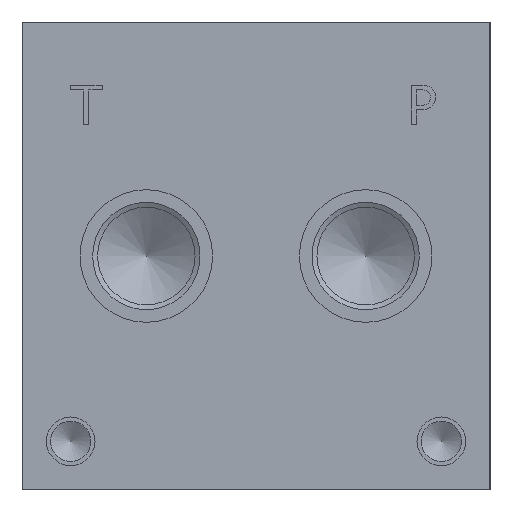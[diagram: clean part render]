
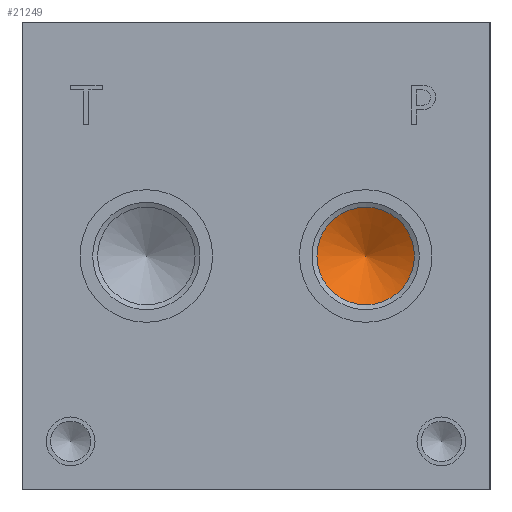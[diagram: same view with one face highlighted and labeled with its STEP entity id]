
A CAD part, left-side view. The second image highlights one B-rep face of the part: STEP entity #21249.
In plain terms, the highlighted conical face has half-angle 60 degrees and reference radius 3.969 mm.
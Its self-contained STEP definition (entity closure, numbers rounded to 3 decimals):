
#216=CONICAL_SURFACE('',#22303,3.969,1.047);
#486=CIRCLE('',#22304,7.938);
#487=CIRCLE('',#22305,7.938);
#2618=FACE_OUTER_BOUND('',#3867,.T.);
#3867=EDGE_LOOP('',(#18057,#18058,#18059,#18060));
#5842=LINE('',#35945,#7656);
#7656=VECTOR('',#26189,3.969);
#9964=VERTEX_POINT('',#35941);
#9965=VERTEX_POINT('',#35942);
#9966=VERTEX_POINT('',#35944);
#12806=EDGE_CURVE('',#9964,#9965,#486,.T.);
#12807=EDGE_CURVE('',#9965,#9966,#5842,.T.);
#12808=EDGE_CURVE('',#9965,#9964,#487,.T.);
#18057=ORIENTED_EDGE('',*,*,#12806,.T.);
#18058=ORIENTED_EDGE('',*,*,#12807,.T.);
#18059=ORIENTED_EDGE('',*,*,#12807,.F.);
#18060=ORIENTED_EDGE('',*,*,#12808,.T.);
#21249=ADVANCED_FACE('',(#2618),#216,.F.);
#22303=AXIS2_PLACEMENT_3D('',#35940,#26185,#26186);
#22304=AXIS2_PLACEMENT_3D('',#35943,#26187,#26188);
#22305=AXIS2_PLACEMENT_3D('',#35946,#26190,#26191);
#26185=DIRECTION('center_axis',(-1.,0.,0.));
#26186=DIRECTION('ref_axis',(0.,1.,0.));
#26187=DIRECTION('center_axis',(-1.,0.,0.));
#26188=DIRECTION('ref_axis',(0.,1.,0.));
#26189=DIRECTION('',(0.5,0.866,0.));
#26190=DIRECTION('center_axis',(-1.,0.,0.));
#26191=DIRECTION('ref_axis',(0.,1.,0.));
#35940=CARTESIAN_POINT('Origin',(34.041,20.244,38.1));
#35941=CARTESIAN_POINT('',(31.75,28.181,38.1));
#35942=CARTESIAN_POINT('',(31.75,12.306,38.1));
#35943=CARTESIAN_POINT('Origin',(31.75,20.244,38.1));
#35944=CARTESIAN_POINT('',(36.333,20.244,38.1));
#35945=CARTESIAN_POINT('',(34.041,16.275,38.1));
#35946=CARTESIAN_POINT('Origin',(31.75,20.244,38.1));
